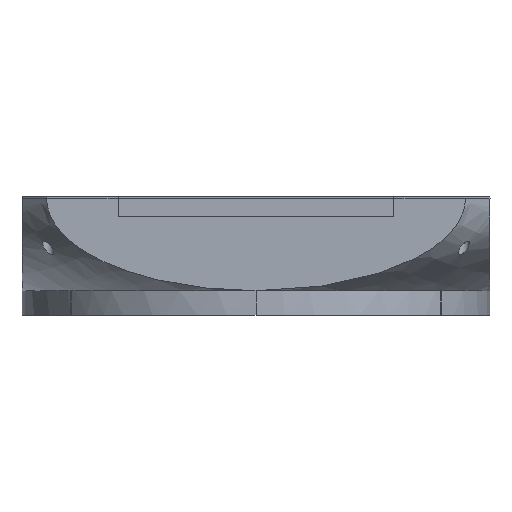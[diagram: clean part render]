
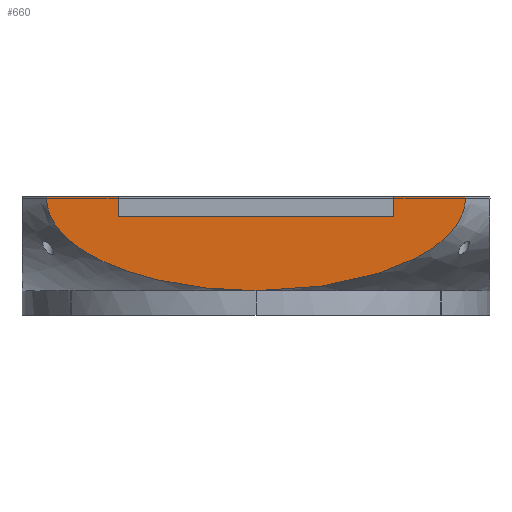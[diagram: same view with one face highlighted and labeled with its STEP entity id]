
A CAD part, front view. The second image highlights one B-rep face of the part: STEP entity #660.
In plain terms, the highlighted planar face has unit normal (0, -1, 0).
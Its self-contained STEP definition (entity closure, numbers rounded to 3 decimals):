
#282=FACE_OUTER_BOUND('',#3247,.T.);
#660=ADVANCED_FACE('',(#282),#1095,.T.);
#1095=PLANE('',#8423);
#1424=LINE('',#11361,#2141);
#1425=LINE('',#11364,#2142);
#1426=LINE('',#11366,#2143);
#1427=LINE('',#11368,#2144);
#1428=LINE('',#11412,#2145);
#1429=LINE('',#11414,#2146);
#1430=LINE('',#11416,#2147);
#2141=VECTOR('',#9111,1.);
#2142=VECTOR('',#9112,1.);
#2143=VECTOR('',#9113,1.);
#2144=VECTOR('',#9114,1.);
#2145=VECTOR('',#9115,1.);
#2146=VECTOR('',#9116,1.);
#2147=VECTOR('',#9117,1.);
#2826=B_SPLINE_CURVE_WITH_KNOTS('',3,(#11370,#11371,#11372,#11373,#11374,
#11375,#11376,#11377,#11378,#11379,#11380,#11381,#11382,#11383,#11384,#11385,
#11386,#11387,#11388,#11389),.UNSPECIFIED.,.F.,.F.,(4,2,2,2,2,2,2,2,2,4),
(0.,0.031,0.063,0.125,0.25,0.375,0.5,0.75,0.875,
1.),.UNSPECIFIED.);
#2827=B_SPLINE_CURVE_WITH_KNOTS('',3,(#11391,#11392,#11393,#11394,#11395,
#11396,#11397,#11398,#11399,#11400,#11401,#11402,#11403,#11404,#11405,#11406,
#11407,#11408,#11409,#11410),.UNSPECIFIED.,.F.,.F.,(4,2,2,2,2,2,2,2,2,4),
(0.,0.125,0.25,0.5,0.625,
0.75,0.875,0.938,0.969,1.),
 .UNSPECIFIED.);
#3247=EDGE_LOOP('',(#3858,#3859,#3860,#3861,#3862,#3863,#3864,#3865,#3866));
#3858=ORIENTED_EDGE('',*,*,#7065,.T.);
#3859=ORIENTED_EDGE('',*,*,#7066,.T.);
#3860=ORIENTED_EDGE('',*,*,#7067,.T.);
#3861=ORIENTED_EDGE('',*,*,#7068,.F.);
#3862=ORIENTED_EDGE('',*,*,#7069,.T.);
#3863=ORIENTED_EDGE('',*,*,#7070,.T.);
#3864=ORIENTED_EDGE('',*,*,#7071,.F.);
#3865=ORIENTED_EDGE('',*,*,#7072,.T.);
#3866=ORIENTED_EDGE('',*,*,#7073,.T.);
#6244=VERTEX_POINT('',#11362);
#6245=VERTEX_POINT('',#11363);
#6246=VERTEX_POINT('',#11365);
#6247=VERTEX_POINT('',#11367);
#6248=VERTEX_POINT('',#11369);
#6249=VERTEX_POINT('',#11390);
#6250=VERTEX_POINT('',#11411);
#6251=VERTEX_POINT('',#11413);
#6252=VERTEX_POINT('',#11415);
#7065=EDGE_CURVE('',#6244,#6245,#1424,.T.);
#7066=EDGE_CURVE('',#6245,#6246,#1425,.T.);
#7067=EDGE_CURVE('',#6246,#6247,#1426,.T.);
#7068=EDGE_CURVE('',#6248,#6247,#1427,.T.);
#7069=EDGE_CURVE('',#6248,#6249,#2826,.T.);
#7070=EDGE_CURVE('',#6249,#6250,#2827,.T.);
#7071=EDGE_CURVE('',#6251,#6250,#1428,.T.);
#7072=EDGE_CURVE('',#6251,#6252,#1429,.T.);
#7073=EDGE_CURVE('',#6252,#6244,#1430,.T.);
#8423=AXIS2_PLACEMENT_3D('',#11417,#9118,#9119);
#9111=DIRECTION('',(-1.,0.,0.));
#9112=DIRECTION('',(0.,0.,1.));
#9113=DIRECTION('',(-1.,0.,0.));
#9114=DIRECTION('',(0.,0.,1.));
#9115=DIRECTION('',(0.,0.,-1.));
#9116=DIRECTION('',(-1.,0.,0.));
#9117=DIRECTION('',(0.,0.,-1.));
#9118=DIRECTION('',(0.,-1.,0.));
#9119=DIRECTION('',(0.519,0.,0.855));
#11361=CARTESIAN_POINT('',(489.339,-124.999,-9.7));
#11362=CARTESIAN_POINT('',(562.992,-124.999,-9.7));
#11363=CARTESIAN_POINT('',(415.687,-124.999,-9.7));
#11364=CARTESIAN_POINT('',(415.687,-124.999,0.));
#11365=CARTESIAN_POINT('',(415.687,-124.999,0.9));
#11366=CARTESIAN_POINT('',(489.34,-124.999,0.9));
#11367=CARTESIAN_POINT('',(377.492,-124.999,0.9));
#11368=CARTESIAN_POINT('',(377.492,-124.999,0.));
#11369=CARTESIAN_POINT('',(377.495,-125.,0.));
#11370=CARTESIAN_POINT('',(377.492,-124.999,0.));
#11371=CARTESIAN_POINT('',(377.551,-124.999,-1.387));
#11372=CARTESIAN_POINT('',(377.633,-124.999,-2.769));
#11373=CARTESIAN_POINT('',(378.146,-124.999,-5.473));
#11374=CARTESIAN_POINT('',(378.527,-124.999,-6.811));
#11375=CARTESIAN_POINT('',(379.994,-124.999,-10.715));
#11376=CARTESIAN_POINT('',(381.376,-124.999,-13.097));
#11377=CARTESIAN_POINT('',(386.34,-124.999,-19.799));
#11378=CARTESIAN_POINT('',(390.516,-124.999,-23.411));
#11379=CARTESIAN_POINT('',(399.596,-124.999,-29.677));
#11380=CARTESIAN_POINT('',(404.412,-124.999,-32.255));
#11381=CARTESIAN_POINT('',(414.373,-124.999,-36.752));
#11382=CARTESIAN_POINT('',(419.555,-124.999,-38.656));
#11383=CARTESIAN_POINT('',(435.246,-124.999,-43.546));
#11384=CARTESIAN_POINT('',(445.891,-124.999,-45.737));
#11385=CARTESIAN_POINT('',(462.051,-124.999,-47.91));
#11386=CARTESIAN_POINT('',(467.471,-124.999,-48.442));
#11387=CARTESIAN_POINT('',(478.37,-124.999,-49.161));
#11388=CARTESIAN_POINT('',(483.856,-124.999,-49.387));
#11389=CARTESIAN_POINT('',(489.339,-124.999,-49.336));
#11390=CARTESIAN_POINT('',(489.339,-124.997,-49.338));
#11391=CARTESIAN_POINT('',(489.34,-124.999,-49.336));
#11392=CARTESIAN_POINT('',(494.823,-124.999,-49.387));
#11393=CARTESIAN_POINT('',(500.308,-124.999,-49.161));
#11394=CARTESIAN_POINT('',(511.208,-124.999,-48.442));
#11395=CARTESIAN_POINT('',(516.628,-124.999,-47.91));
#11396=CARTESIAN_POINT('',(532.788,-124.999,-45.737));
#11397=CARTESIAN_POINT('',(543.433,-124.999,-43.546));
#11398=CARTESIAN_POINT('',(559.123,-124.999,-38.656));
#11399=CARTESIAN_POINT('',(564.306,-124.999,-36.752));
#11400=CARTESIAN_POINT('',(574.267,-124.999,-32.255));
#11401=CARTESIAN_POINT('',(579.083,-124.999,-29.677));
#11402=CARTESIAN_POINT('',(588.162,-124.999,-23.411));
#11403=CARTESIAN_POINT('',(592.339,-124.999,-19.799));
#11404=CARTESIAN_POINT('',(597.303,-124.999,-13.097));
#11405=CARTESIAN_POINT('',(598.685,-124.999,-10.715));
#11406=CARTESIAN_POINT('',(600.151,-124.999,-6.811));
#11407=CARTESIAN_POINT('',(600.533,-124.999,-5.473));
#11408=CARTESIAN_POINT('',(601.045,-124.999,-2.769));
#11409=CARTESIAN_POINT('',(601.127,-124.999,-1.387));
#11410=CARTESIAN_POINT('',(601.186,-124.999,0.));
#11411=CARTESIAN_POINT('',(601.183,-125.,0.));
#11412=CARTESIAN_POINT('',(601.186,-124.999,0.));
#11413=CARTESIAN_POINT('',(601.186,-124.999,0.9));
#11414=CARTESIAN_POINT('',(489.339,-124.999,0.9));
#11415=CARTESIAN_POINT('',(562.992,-124.999,0.9));
#11416=CARTESIAN_POINT('',(562.992,-124.999,0.));
#11417=CARTESIAN_POINT('',(489.339,-124.999,0.));
